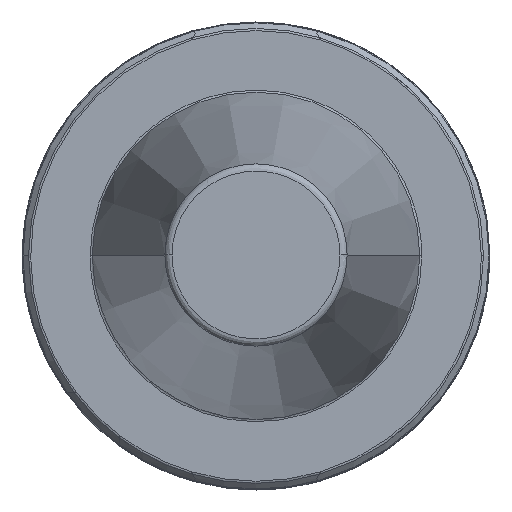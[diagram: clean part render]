
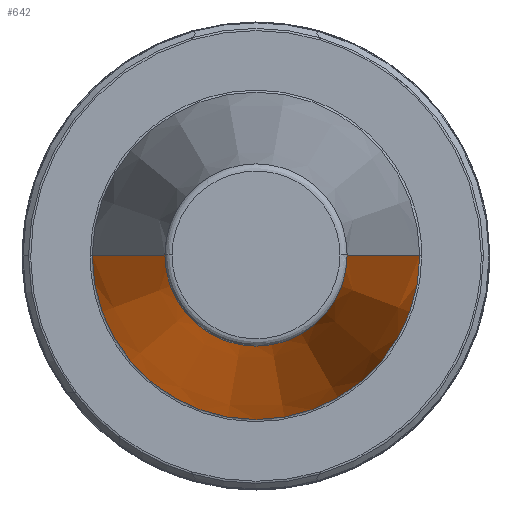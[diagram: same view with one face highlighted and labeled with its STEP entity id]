
A CAD part, top view. The second image highlights one B-rep face of the part: STEP entity #642.
In plain terms, the highlighted conical face has half-angle 8.297 degrees and reference radius 22.225 mm.
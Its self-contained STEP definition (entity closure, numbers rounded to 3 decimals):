
#10 = VERTEX_POINT ( 'NONE', #3282 ) ;
#13 = CARTESIAN_POINT ( 'NONE',  ( 0., 0., 0. ) ) ;
#333 = EDGE_CURVE ( 'NONE', #10, #2017, #3337, .T. ) ;
#336 = DIRECTION ( 'NONE',  ( -1., 0., 0. ) ) ;
#589 = CARTESIAN_POINT ( 'NONE',  ( -22.225, 0., 0. ) ) ;
#626 = AXIS2_PLACEMENT_3D ( 'NONE', #3331, #2616, #3252 ) ;
#642 = ADVANCED_FACE ( 'NONE', ( #2003 ), #1059, .T. ) ;
#1007 = AXIS2_PLACEMENT_3D ( 'NONE', #3198, #1321, #3529 ) ;
#1059 = CONICAL_SURFACE ( 'NONE', #626, 22.225, 0.145 ) ;
#1091 = ORIENTED_EDGE ( 'NONE', *, *, #2894, .T. ) ;
#1112 = ORIENTED_EDGE ( 'NONE', *, *, #3654, .T. ) ;
#1148 = DIRECTION ( 'NONE',  ( 0.144, 0., -0.99 ) ) ;
#1321 = DIRECTION ( 'NONE',  ( 0., 0., -1. ) ) ;
#1337 = ORIENTED_EDGE ( 'NONE', *, *, #333, .F. ) ;
#1470 = CARTESIAN_POINT ( 'NONE',  ( 22.225, 0., 0. ) ) ;
#1566 = VECTOR ( 'NONE', #2317, 1000. ) ;
#1659 = LINE ( 'NONE', #3891, #1566 ) ;
#1667 = VECTOR ( 'NONE', #1148, 1000. ) ;
#1964 = CIRCLE ( 'NONE', #3156, 22.225 ) ;
#2003 = FACE_OUTER_BOUND ( 'NONE', #2344, .T. ) ;
#2017 = VERTEX_POINT ( 'NONE', #2157 ) ;
#2071 = VERTEX_POINT ( 'NONE', #589 ) ;
#2157 = CARTESIAN_POINT ( 'NONE',  ( 22.225, 0., 0. ) ) ;
#2239 = DIRECTION ( 'NONE',  ( 0., 0., 1. ) ) ;
#2317 = DIRECTION ( 'NONE',  ( -0.144, 0., -0.99 ) ) ;
#2335 = CIRCLE ( 'NONE', #1007, 12.375 ) ;
#2344 = EDGE_LOOP ( 'NONE', ( #1337, #1112, #3265, #1091 ) ) ;
#2397 = VERTEX_POINT ( 'NONE', #3142 ) ;
#2616 = DIRECTION ( 'NONE',  ( 0., 0., -1. ) ) ;
#2894 = EDGE_CURVE ( 'NONE', #2071, #2017, #1964, .T. ) ;
#3142 = CARTESIAN_POINT ( 'NONE',  ( -12.375, 0., 67.544 ) ) ;
#3156 = AXIS2_PLACEMENT_3D ( 'NONE', #13, #2239, #336 ) ;
#3198 = CARTESIAN_POINT ( 'NONE',  ( 0., 0., 67.544 ) ) ;
#3252 = DIRECTION ( 'NONE',  ( -1., 0., 0. ) ) ;
#3265 = ORIENTED_EDGE ( 'NONE', *, *, #4092, .T. ) ;
#3282 = CARTESIAN_POINT ( 'NONE',  ( 12.375, 0., 67.544 ) ) ;
#3331 = CARTESIAN_POINT ( 'NONE',  ( 0., 0., 0. ) ) ;
#3337 = LINE ( 'NONE', #1470, #1667 ) ;
#3529 = DIRECTION ( 'NONE',  ( -1., 0., 0. ) ) ;
#3654 = EDGE_CURVE ( 'NONE', #10, #2397, #2335, .T. ) ;
#3891 = CARTESIAN_POINT ( 'NONE',  ( -22.225, 0., 0. ) ) ;
#4092 = EDGE_CURVE ( 'NONE', #2397, #2071, #1659, .T. ) ;
